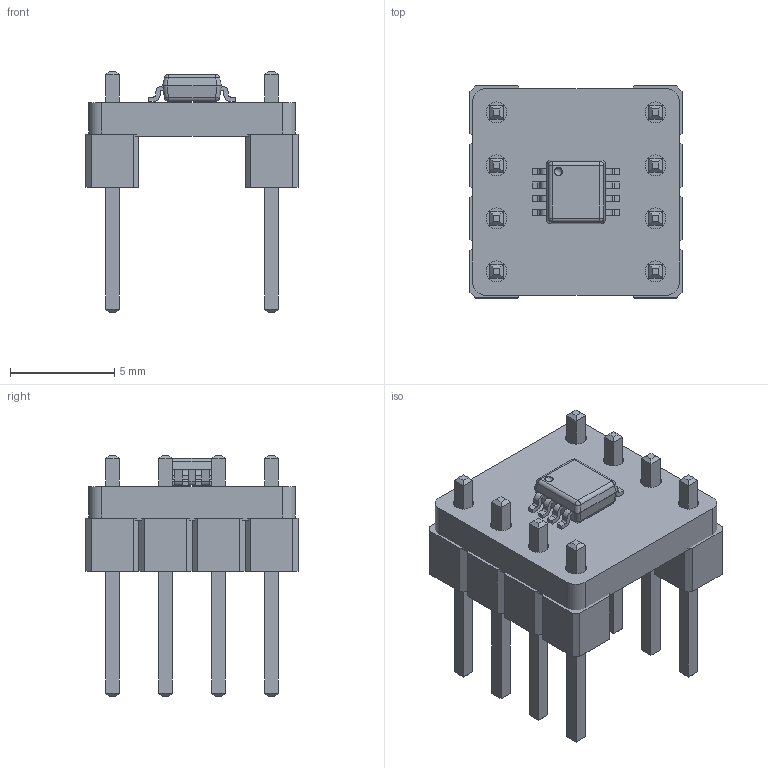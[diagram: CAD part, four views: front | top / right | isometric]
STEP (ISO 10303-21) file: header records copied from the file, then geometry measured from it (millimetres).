
FILE_DESCRIPTION(('KiCad electronic assembly'),'2;1');
FILE_NAME('Texas_Instruments_SN74LVC3G14DCTR.step','2019-01-02T19:10:32' ,('An Author'),('A Company'),'Open CASCADE STEP processor 6.9', 'KiCad to STEP converter','Unknown');
FILE_SCHEMA(('AUTOMOTIVE_DESIGN { 1 0 10303 214 1 1 1 1 }'));
Length unit declared in the file: millimetre
Products named in the file (6): Open CASCADE STEP translator 6.9 1; Texas_Instruments_SN74LVC3G14DCTR_SM8_DCT_SSOP-8; COMPOUND; PinHeader_1x04_P254mm_Vertical_Bottom; SOLID
Assembly tree (6 placements, depth 3):
  Open CASCADE STEP translator 6.9 1
    Texas_Instruments_SN74LVC3G14DCTR_SM8_DCT_SSOP-8
      COMPOUND
    PinHeader_1x04_P254mm_Vertical_Bottom  x2
      SOLID
    COMPOUND
Bounding box: 10.16 x 10.16 x 11.54 mm (x, y, z)
Volume: 314.6 mm3; surface area: 736.4 mm2
Topology: 12 solids, 12 shells, 375 faces, 914 edges, 580 vertices
Faces by surface type: plane 304, cylinder 60, bspline 11
Full cylindrical faces by diameter (mm): 1 x8
Entity records: 20239 total; most frequent: CARTESIAN_POINT 4701, DIRECTION 2524, LINE 1718, VECTOR 1718, ORIENTED_EDGE 1352, PCURVE 1352, DEFINITIONAL_REPRESENTATION 1352, EDGE_CURVE 676
